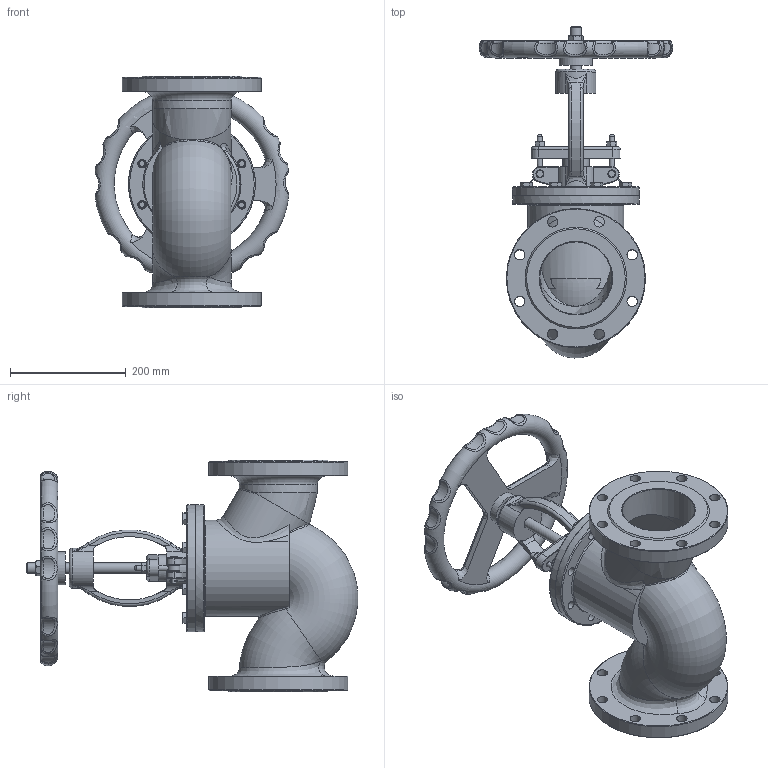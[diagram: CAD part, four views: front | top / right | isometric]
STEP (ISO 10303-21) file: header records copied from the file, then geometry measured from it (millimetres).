
FILE_DESCRIPTION(/* description */ (''),/* implementation_level */ '2;1');
FILE_NAME(/* name */ 'DN125_3D_STEP.stp',/* time_stamp */ '2025-04-20T15:07:44+03:00',/* author */ ('igorr'),/* organization */ (''),/* preprocessor_version */ 'ST-DEVELOPER v20',/* originating_system */ 'Autodesk Inventor 2025',/* authorisation */ '');
FILE_SCHEMA (('AUTOMOTIVE_DESIGN { 1 0 10303 214 3 1 1 }'));
Length unit declared in the file: millimetre
Products named in the file (6): Сборка1; Деталь1; Деталь2; ANSI B18.2.4.2M - M10x1,5; ANSI B18.2.4.2M - M16x2; AS 1110 - M12 x 20
Assembly tree (13 placements, depth 2):
  Сборка1
    Деталь1
    Деталь2
    ANSI B18.2.4.2M - M10x1,5  x2
    ANSI B18.2.4.2M - M16x2
    AS 1110 - M12 x 20  x8
Bounding box: 334.41 x 572.4 x 400 mm (x, y, z)
Volume: 8377041 mm3; surface area: 984552.4 mm2
Topology: 13 solids, 14 shells, 777 faces, 1804 edges, 1077 vertices
Faces by surface type: plane 258, cylinder 182, bspline 116, cone 109, torus 82, sphere 30
Full cylindrical faces by diameter (mm): 1.61 x2, 2.3 x2, 6.9 x4, 8.376 x2, 9.2 x6, 12 x8, 13.8 x2, 13.835 x1, 14.738 x16, 15 x1, 18 x24, 18.4 x3, 36.8 x1, 46 x1, 57.5 x2, 69 x1, 125 x3, 135 x1, 165.635 x1, 218.836 x2, 240 x2
Entity records: 28755 total; most frequent: CARTESIAN_POINT 14925, ORIENTED_EDGE 2758, DIRECTION 2661, EDGE_CURVE 1379, AXIS2_PLACEMENT_3D 1153, VERTEX_POINT 838, EDGE_LOOP 705, CIRCLE 648
